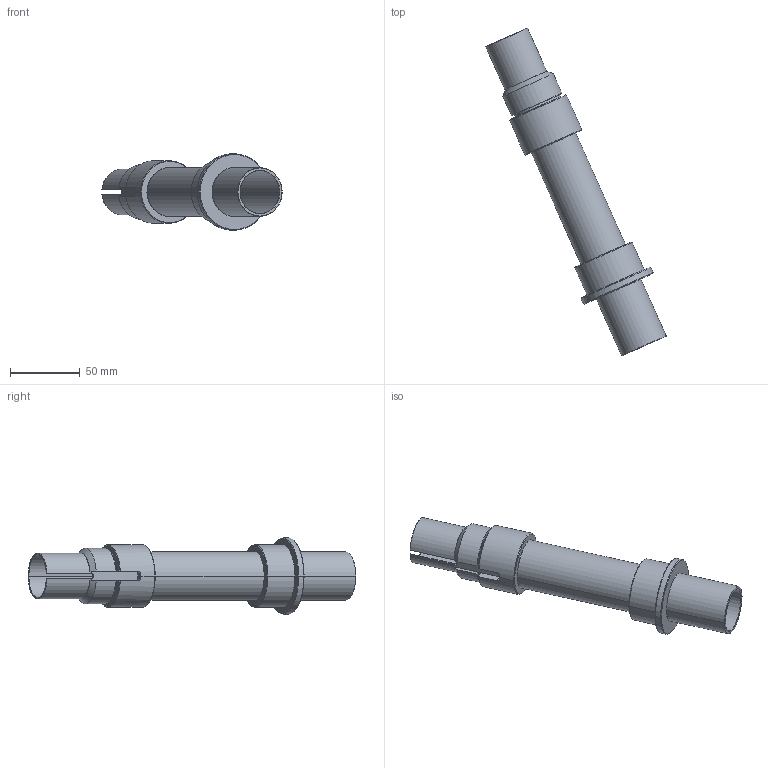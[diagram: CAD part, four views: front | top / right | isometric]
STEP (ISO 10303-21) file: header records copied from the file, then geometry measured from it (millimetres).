
FILE_DESCRIPTION (( 'STEP AP214' ), '1' );
FILE_NAME ('CYC-038.step', '2024-04-03T09:42:05', ( '' ), ( '' ), 'SwSTEP 2.0', 'SolidWorks 2024', '' );
FILE_SCHEMA (( 'AUTOMOTIVE_DESIGN' ));
Length unit declared in the file: millimetre
Products named in the file (1): CYC-038
Bounding box: 129.6 x 235.56 x 55 mm (x, y, z)
Volume: 89020.8 mm3; surface area: 56727.8 mm2
Topology: 1 solids, 1 shells, 63 faces, 152 edges, 94 vertices
Faces by surface type: cylinder 19, torus 18, plane 14, cone 12
Entity records: 1968 total; most frequent: CARTESIAN_POINT 438, DIRECTION 336, ORIENTED_EDGE 304, EDGE_CURVE 152, AXIS2_PLACEMENT_3D 144, VERTEX_POINT 94, CIRCLE 80, EDGE_LOOP 68
